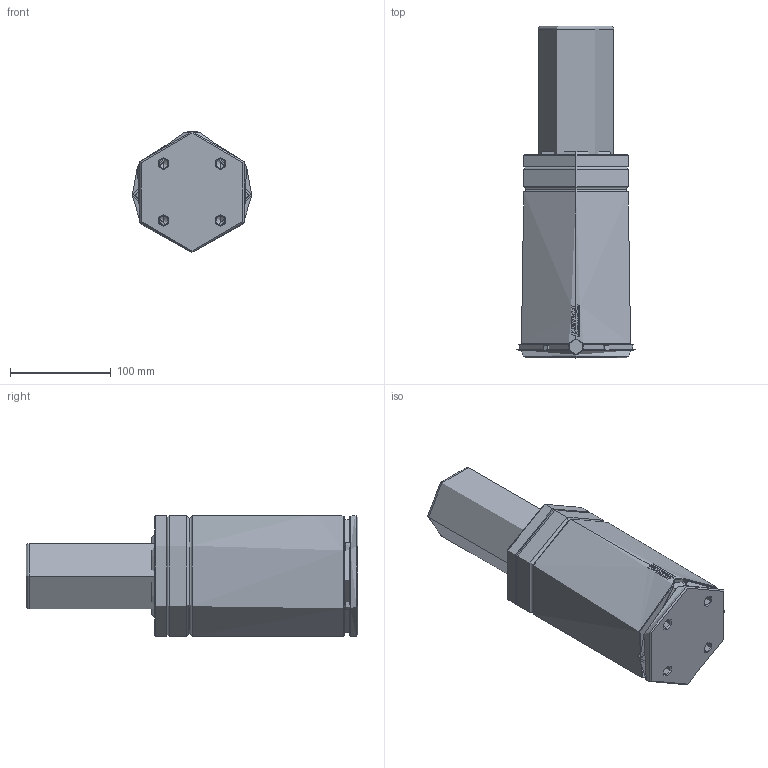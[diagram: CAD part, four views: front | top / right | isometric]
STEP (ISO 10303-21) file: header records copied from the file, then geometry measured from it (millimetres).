
FILE_DESCRIPTION (( 'STEP AP214' ), '1' );
FILE_NAME ('HS-EX6600-125.STEP', '2019-07-12T13:21:02', ( 'Metrol Springs' ), ( 'Hewlett-Packard Company' ), 'SwSTEP 2.0', 'SolidWorks 2017', '' );
FILE_SCHEMA (( 'AUTOMOTIVE_DESIGN' ));
Length unit declared in the file: millimetre
Products named in the file (3): HS-EX6600 Piston_HS-EX6600-125 PISTON; HS-EX6600 Body_HS-EX6600-125 BODY; HS-EX6600-125
Assembly tree (2 placements, depth 2):
  HS-EX6600-125
    HS-EX6600 Body_HS-EX6600-125 BODY
    HS-EX6600 Piston_HS-EX6600-125 PISTON
Bounding box: 118.8 x 330 x 120.1 mm (x, y, z)
Volume: 1926352.4 mm3; surface area: 205790.2 mm2
Topology: 2 solids, 2 shells, 163 faces, 421 edges, 264 vertices
Faces by surface type: cylinder 51, bspline 42, plane 31, cone 27, torus 12
Entity records: 7589 total; most frequent: CARTESIAN_POINT 3113, ORIENTED_EDGE 822, DIRECTION 601, EDGE_CURVE 411, VERTEX_POINT 264, AXIS2_PLACEMENT_3D 221, EDGE_LOOP 175, ADVANCED_FACE 163
